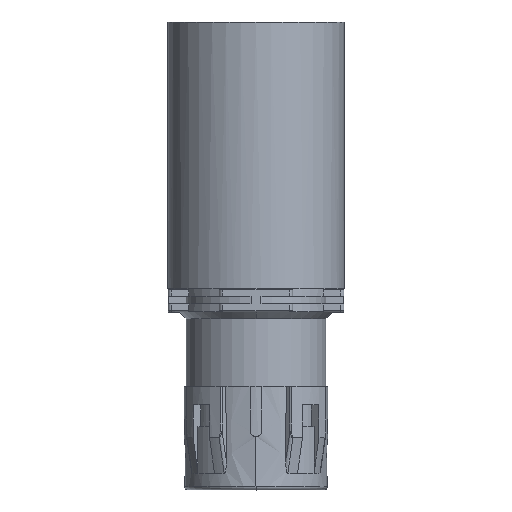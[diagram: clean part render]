
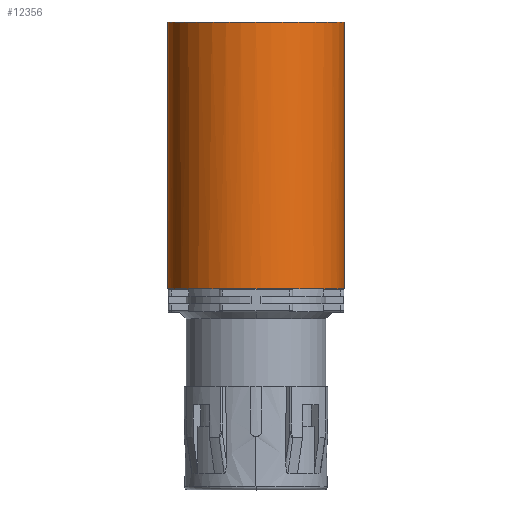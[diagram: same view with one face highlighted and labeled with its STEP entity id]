
A CAD part, top view. The second image highlights one B-rep face of the part: STEP entity #12356.
In plain terms, the highlighted cylindrical face has radius 26.5 mm (diameter 53 mm), a partial arc.
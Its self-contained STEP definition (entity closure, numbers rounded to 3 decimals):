
#107=CARTESIAN_POINT('',(0.,0.,0.));
#108=DIRECTION('',(0.,-1.,0.));
#109=DIRECTION('',(-0.404,0.,0.915));
#110=AXIS2_PLACEMENT_3D('',#107,#108,#109);
#115=CARTESIAN_POINT('',(0.,0.,0.));
#116=DIRECTION('',(0.,-1.,0.));
#117=DIRECTION('',(0.915,0.,0.404));
#118=AXIS2_PLACEMENT_3D('',#115,#116,#117);
#131=CARTESIAN_POINT('',(0.,0.,0.));
#132=DIRECTION('',(0.,-1.,0.));
#133=DIRECTION('',(0.173,0.,0.985));
#134=AXIS2_PLACEMENT_3D('',#131,#132,#133);
#139=CARTESIAN_POINT('',(0.,0.,0.));
#140=DIRECTION('',(0.,-1.,0.));
#141=DIRECTION('',(1.,0.,0.));
#142=AXIS2_PLACEMENT_3D('',#139,#140,#141);
#163=CARTESIAN_POINT('',(0.,0.,0.));
#164=DIRECTION('',(0.,-1.,0.));
#165=DIRECTION('',(-0.985,0.,0.173));
#166=AXIS2_PLACEMENT_3D('',#163,#164,#165);
#4915=CARTESIAN_POINT('',(0.,0.,0.));
#4916=DIRECTION('',(0.,1.,0.));
#4917=DIRECTION('',(0.915,0.,0.404));
#4918=AXIS2_PLACEMENT_3D('',#4915,#4916,#4917);
#4985=CARTESIAN_POINT('',(0.,0.,0.));
#4986=DIRECTION('',(0.,1.,0.));
#4987=DIRECTION('',(-0.985,0.,0.173));
#4988=AXIS2_PLACEMENT_3D('',#4985,#4986,#4987);
#5117=CARTESIAN_POINT('',(0.,0.,0.));
#5118=DIRECTION('',(0.,1.,0.));
#5119=DIRECTION('',(-0.404,0.,0.915));
#5120=AXIS2_PLACEMENT_3D('',#5117,#5118,#5119);
#5133=CARTESIAN_POINT('',(0.,0.,0.));
#5134=DIRECTION('',(0.,1.,0.));
#5135=DIRECTION('',(0.173,0.,0.985));
#5136=AXIS2_PLACEMENT_3D('',#5133,#5134,#5135);
#5955=DIRECTION('',(0.,1.,0.));
#5956=VECTOR('',#5955,80.);
#5957=CARTESIAN_POINT('',(-26.5,0.,0.));
#5958=LINE('',#5957,#5956);
#5962=DIRECTION('',(0.,1.,0.));
#5963=VECTOR('',#5962,80.);
#5964=CARTESIAN_POINT('',(26.5,0.,0.));
#5965=LINE('',#5964,#5963);
#5993=CARTESIAN_POINT('',(0.,80.,0.));
#5994=DIRECTION('',(0.,1.,0.));
#5995=DIRECTION('',(-1.,0.,0.));
#5996=AXIS2_PLACEMENT_3D('',#5993,#5994,#5995);
#6975=CARTESIAN_POINT('',(26.5,0.,0.));
#6976=CARTESIAN_POINT('',(26.5,80.,0.));
#6977=VERTEX_POINT('',#6975);
#6978=VERTEX_POINT('',#6976);
#6979=CARTESIAN_POINT('',(-26.5,0.,0.));
#6980=CARTESIAN_POINT('',(-26.5,80.,0.));
#6981=VERTEX_POINT('',#6979);
#6982=VERTEX_POINT('',#6980);
#7016=CARTESIAN_POINT('',(-10.7,0.,24.244));
#7018=VERTEX_POINT('',#7016);
#7019=CARTESIAN_POINT('',(10.7,0.,24.244));
#7021=VERTEX_POINT('',#7019);
#7023=CARTESIAN_POINT('',(-4.587,0.,26.1));
#7024=CARTESIAN_POINT('',(4.587,0.,26.1));
#7025=VERTEX_POINT('',#7023);
#7026=VERTEX_POINT('',#7024);
#7027=CARTESIAN_POINT('',(26.1,0.,4.587));
#7029=VERTEX_POINT('',#7027);
#7032=CARTESIAN_POINT('',(24.244,0.,10.7));
#7034=VERTEX_POINT('',#7032);
#7036=CARTESIAN_POINT('',(-26.1,0.,4.587));
#7038=VERTEX_POINT('',#7036);
#7039=CARTESIAN_POINT('',(-24.244,0.,10.7));
#7041=VERTEX_POINT('',#7039);
#12334=CARTESIAN_POINT('',(0.,0.,0.));
#12335=DIRECTION('',(0.,1.,0.));
#12336=DIRECTION('',(1.,0.,0.));
#12337=AXIS2_PLACEMENT_3D('',#12334,#12335,#12336);
#12338=CYLINDRICAL_SURFACE('',#12337,26.5);
#12339=ORIENTED_EDGE('',*,*,#11643,.F.);
#12340=ORIENTED_EDGE('',*,*,#7189,.T.);
#12342=ORIENTED_EDGE('',*,*,#12341,.T.);
#12344=ORIENTED_EDGE('',*,*,#12343,.T.);
#12346=ORIENTED_EDGE('',*,*,#12345,.F.);
#12347=ORIENTED_EDGE('',*,*,#7173,.T.);
#12348=ORIENTED_EDGE('',*,*,#11580,.F.);
#12349=ORIENTED_EDGE('',*,*,#7145,.T.);
#12350=ORIENTED_EDGE('',*,*,#11742,.F.);
#12351=ORIENTED_EDGE('',*,*,#7161,.T.);
#12352=ORIENTED_EDGE('',*,*,#11727,.F.);
#12353=ORIENTED_EDGE('',*,*,#7133,.T.);
#12354=EDGE_LOOP('',(#12339,#12340,#12342,#12344,#12346,#12347,#12348,#12349,
#12350,#12351,#12352,#12353));
#12355=FACE_OUTER_BOUND('',#12354,.F.);
#12356=ADVANCED_FACE('',(#12355),#12338,.T.);
#111=CIRCLE('',#110,26.5);
#119=CIRCLE('',#118,26.5);
#135=CIRCLE('',#134,26.5);
#143=CIRCLE('',#142,26.5);
#167=CIRCLE('',#166,26.5);
#4919=CIRCLE('',#4918,26.5);
#4989=CIRCLE('',#4988,26.5);
#5121=CIRCLE('',#5120,26.5);
#5137=CIRCLE('',#5136,26.5);
#5997=CIRCLE('',#5996,26.5);
#7133=EDGE_CURVE('',#7018,#7041,#111,.T.);
#7145=EDGE_CURVE('',#7034,#7021,#119,.T.);
#7161=EDGE_CURVE('',#7026,#7025,#135,.T.);
#7173=EDGE_CURVE('',#6977,#7029,#143,.T.);
#7189=EDGE_CURVE('',#7038,#6981,#167,.T.);
#11580=EDGE_CURVE('',#7034,#7029,#4919,.T.);
#11643=EDGE_CURVE('',#7038,#7041,#4989,.T.);
#11727=EDGE_CURVE('',#7018,#7025,#5121,.T.);
#11742=EDGE_CURVE('',#7026,#7021,#5137,.T.);
#12341=EDGE_CURVE('',#6981,#6982,#5958,.T.);
#12343=EDGE_CURVE('',#6982,#6978,#5997,.T.);
#12345=EDGE_CURVE('',#6977,#6978,#5965,.T.);
